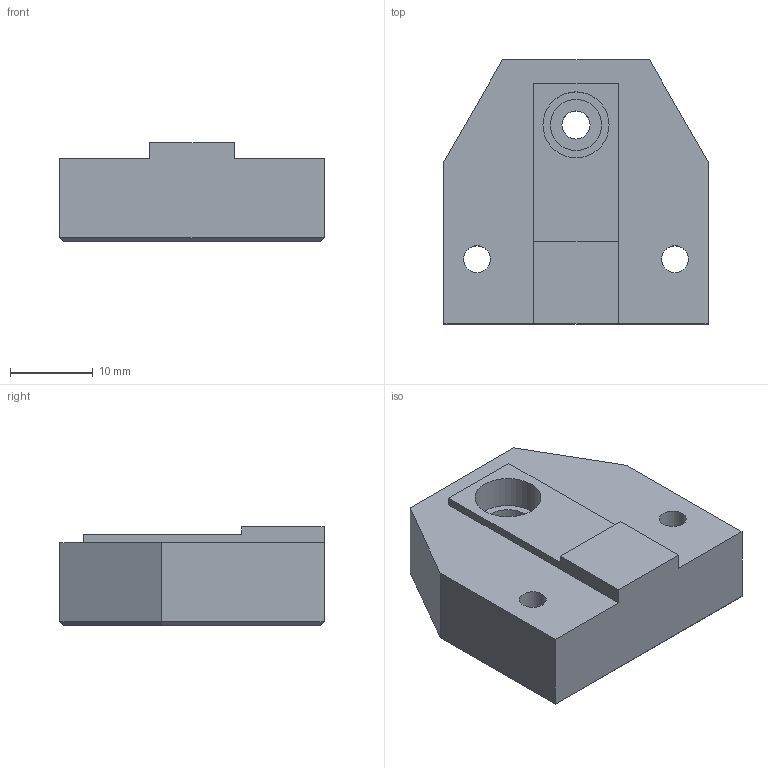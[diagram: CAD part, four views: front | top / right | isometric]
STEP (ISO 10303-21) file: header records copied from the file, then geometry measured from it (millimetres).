
FILE_DESCRIPTION(('FreeCAD Model'),'2;1');
FILE_NAME('Open CASCADE Shape Model','2024-12-26T11:36:12',(''),(''), 'Open CASCADE STEP processor 7.8','FreeCAD','Unknown');
FILE_SCHEMA(('AUTOMOTIVE_DESIGN { 1 0 10303 214 1 1 1 1 }'));
Length unit declared in the file: millimetre
Products named in the file (2): Bottom; Bottom_Body
Assembly tree (1 placements, depth 2):
  Bottom
    Bottom_Body
Bounding box: 32 x 32 x 11.95 mm (x, y, z)
Volume: 9260 mm3; surface area: 3487.2 mm2
Topology: 1 solids, 1 shells, 30 faces, 69 edges, 43 vertices
Faces by surface type: plane 22, cylinder 5, cone 3
Full cylindrical faces by diameter (mm): 3.25 x2, 3.4 x1, 6.2 x1, 8 x1
Entity records: 886 total; most frequent: DIRECTION 146, CARTESIAN_POINT 144, ORIENTED_EDGE 138, EDGE_CURVE 69, LINE 56, VECTOR 56, AXIS2_PLACEMENT_3D 45, VERTEX_POINT 43
